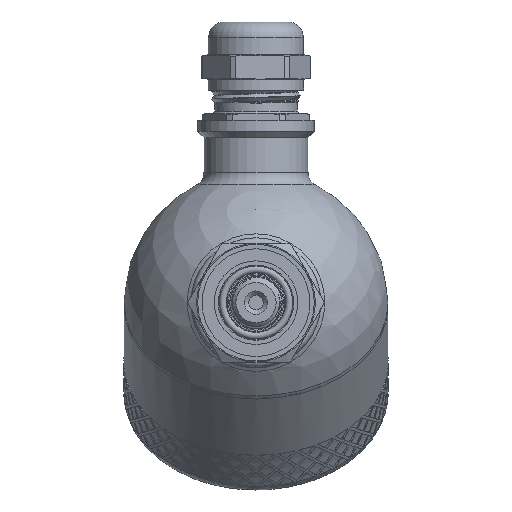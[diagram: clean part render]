
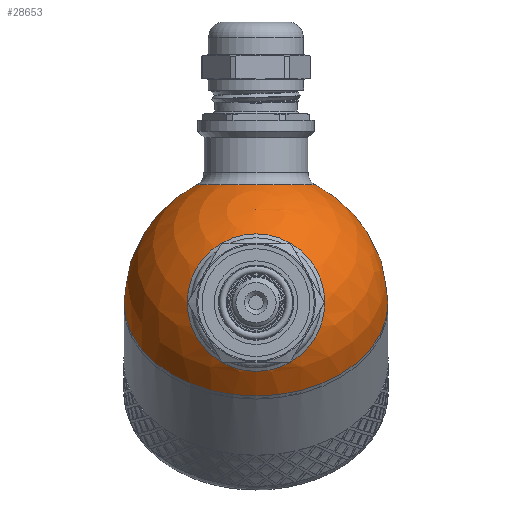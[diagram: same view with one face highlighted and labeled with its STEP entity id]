
A CAD part, left-side view. The second image highlights one B-rep face of the part: STEP entity #28653.
In plain terms, the highlighted spherical face has radius 30 mm.
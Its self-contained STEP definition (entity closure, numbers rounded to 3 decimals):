
#145=SPHERICAL_SURFACE('',#30483,30.);
#1344=FACE_BOUND('',#4462,.T.);
#1345=FACE_BOUND('',#4463,.T.);
#2621=FACE_OUTER_BOUND('',#4461,.T.);
#4461=EDGE_LOOP('',(#20899,#20900,#20901,#20902));
#4462=EDGE_LOOP('',(#20903));
#4463=EDGE_LOOP('',(#20904));
#6215=CIRCLE('',#30406,30.);
#6216=CIRCLE('',#30407,30.);
#6243=CIRCLE('',#30479,13.5);
#6246=CIRCLE('',#30484,30.);
#6247=CIRCLE('',#30485,15.643);
#11593=VERTEX_POINT('',#38810);
#11594=VERTEX_POINT('',#38812);
#12069=VERTEX_POINT('',#44874);
#12071=VERTEX_POINT('',#44881);
#12072=VERTEX_POINT('',#44883);
#14684=EDGE_CURVE('',#11593,#11594,#6215,.T.);
#14685=EDGE_CURVE('',#11594,#11593,#6216,.T.);
#15400=EDGE_CURVE('',#12069,#12069,#6243,.T.);
#15403=EDGE_CURVE('',#11594,#12071,#6246,.T.);
#15404=EDGE_CURVE('',#12072,#12072,#6247,.T.);
#20899=ORIENTED_EDGE('',*,*,#14685,.F.);
#20900=ORIENTED_EDGE('',*,*,#15403,.T.);
#20901=ORIENTED_EDGE('',*,*,#15403,.F.);
#20902=ORIENTED_EDGE('',*,*,#14684,.F.);
#20903=ORIENTED_EDGE('',*,*,#15404,.F.);
#20904=ORIENTED_EDGE('',*,*,#15400,.F.);
#28653=ADVANCED_FACE('',(#2621,#1344,#1345),#145,.T.);
#30406=AXIS2_PLACEMENT_3D('',#38813,#32088,#32089);
#30407=AXIS2_PLACEMENT_3D('',#38814,#32090,#32091);
#30479=AXIS2_PLACEMENT_3D('',#44875,#32486,#32487);
#30483=AXIS2_PLACEMENT_3D('',#44880,#32494,#32495);
#30484=AXIS2_PLACEMENT_3D('',#44882,#32496,#32497);
#30485=AXIS2_PLACEMENT_3D('',#44884,#32498,#32499);
#32088=DIRECTION('center_axis',(1.,0.,0.));
#32089=DIRECTION('ref_axis',(0.,1.,0.));
#32090=DIRECTION('center_axis',(1.,0.,0.));
#32091=DIRECTION('ref_axis',(0.,1.,0.));
#32486=DIRECTION('center_axis',(-0.707,0.,-0.707));
#32487=DIRECTION('ref_axis',(-0.707,0.,0.707));
#32494=DIRECTION('center_axis',(1.,0.,0.));
#32495=DIRECTION('ref_axis',(0.,-1.,0.));
#32496=DIRECTION('center_axis',(0.,0.,1.));
#32497=DIRECTION('ref_axis',(0.,1.,0.));
#32498=DIRECTION('center_axis',(-0.707,0.,0.707));
#32499=DIRECTION('ref_axis',(0.707,0.,0.707));
#38810=CARTESIAN_POINT('',(0.,-30.,0.));
#38812=CARTESIAN_POINT('',(0.,30.,0.));
#38813=CARTESIAN_POINT('Origin',(0.,0.,0.));
#38814=CARTESIAN_POINT('Origin',(0.,0.,0.));
#44874=CARTESIAN_POINT('',(-9.398,0.,-28.49));
#44875=CARTESIAN_POINT('Origin',(-18.944,0.,-18.944));
#44880=CARTESIAN_POINT('Origin',(0.,0.,0.));
#44881=CARTESIAN_POINT('',(-30.,0.,0.));
#44882=CARTESIAN_POINT('Origin',(0.,0.,0.));
#44883=CARTESIAN_POINT('',(-29.162,0.,7.04));
#44884=CARTESIAN_POINT('Origin',(-18.101,0.,18.101));
